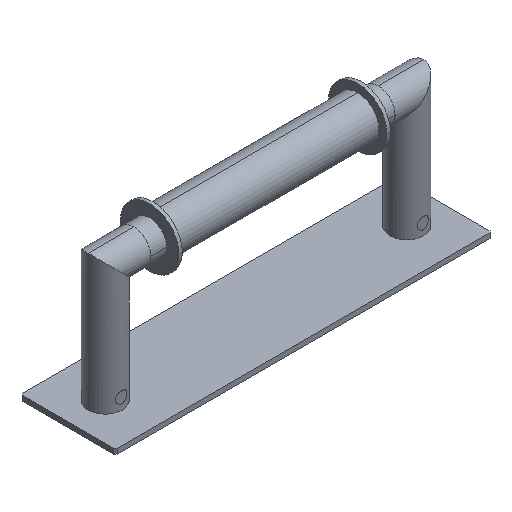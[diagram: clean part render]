
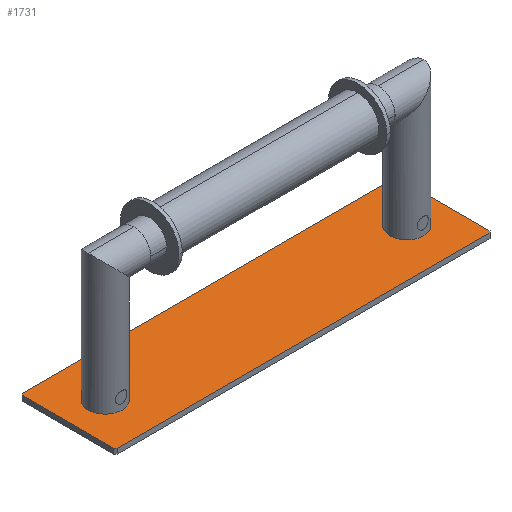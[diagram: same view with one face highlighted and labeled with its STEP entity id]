
A CAD part, isometric view. The second image highlights one B-rep face of the part: STEP entity #1731.
In plain terms, the highlighted planar face has unit normal (0, 0, 1).
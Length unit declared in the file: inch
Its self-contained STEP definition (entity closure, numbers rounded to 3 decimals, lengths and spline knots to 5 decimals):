
#136=DIRECTION('',(-0.707,0.707,0.));
#137=VECTOR('',#136,0.05515);
#138=CARTESIAN_POINT('',(4.36614,1.06335,0.1181));
#139=LINE('',#138,#137);
#140=DIRECTION('',(0.,1.,0.));
#141=VECTOR('',#140,2.1267);
#142=CARTESIAN_POINT('',(4.36614,-1.06335,0.1181));
#143=LINE('',#142,#141);
#144=DIRECTION('',(0.707,0.707,0.));
#145=VECTOR('',#144,0.05515);
#146=CARTESIAN_POINT('',(4.32714,-1.10235,0.1181));
#147=LINE('',#146,#145);
#148=DIRECTION('',(1.,0.,0.));
#149=VECTOR('',#148,8.65428);
#150=CARTESIAN_POINT('',(-4.32714,-1.10235,0.1181));
#151=LINE('',#150,#149);
#152=DIRECTION('',(0.707,-0.707,0.));
#153=VECTOR('',#152,0.05515);
#154=CARTESIAN_POINT('',(-4.36614,-1.06335,0.1181));
#155=LINE('',#154,#153);
#156=DIRECTION('',(0.,-1.,0.));
#157=VECTOR('',#156,2.1267);
#158=CARTESIAN_POINT('',(-4.36614,1.06335,0.1181));
#159=LINE('',#158,#157);
#160=DIRECTION('',(-0.707,-0.707,0.));
#161=VECTOR('',#160,0.05515);
#162=CARTESIAN_POINT('',(-4.32714,1.10235,0.1181));
#163=LINE('',#162,#161);
#164=DIRECTION('',(-1.,0.,0.));
#165=VECTOR('',#164,8.65428);
#166=CARTESIAN_POINT('',(4.32714,1.10235,0.1181));
#167=LINE('',#166,#165);
#168=CARTESIAN_POINT('',(-3.5,0.,0.1181));
#169=DIRECTION('',(0.,0.,1.));
#170=DIRECTION('',(1.,0.,0.));
#171=AXIS2_PLACEMENT_3D('',#168,#169,#170);
#173=CARTESIAN_POINT('',(-3.5,0.,0.1181));
#174=DIRECTION('',(0.,0.,1.));
#175=DIRECTION('',(-1.,0.,0.));
#176=AXIS2_PLACEMENT_3D('',#173,#174,#175);
#178=CARTESIAN_POINT('',(3.5,0.,0.1181));
#179=DIRECTION('',(0.,0.,1.));
#180=DIRECTION('',(1.,0.,0.));
#181=AXIS2_PLACEMENT_3D('',#178,#179,#180);
#183=CARTESIAN_POINT('',(3.5,0.,0.1181));
#184=DIRECTION('',(0.,0.,1.));
#185=DIRECTION('',(-1.,0.,0.));
#186=AXIS2_PLACEMENT_3D('',#183,#184,#185);
#1334=CARTESIAN_POINT('',(4.36614,1.06335,0.1181));
#1335=VERTEX_POINT('',#1334);
#1336=CARTESIAN_POINT('',(4.32714,1.10235,0.1181));
#1337=VERTEX_POINT('',#1336);
#1342=CARTESIAN_POINT('',(4.32714,-1.10235,0.1181));
#1343=VERTEX_POINT('',#1342);
#1344=CARTESIAN_POINT('',(4.36614,-1.06335,0.1181));
#1345=VERTEX_POINT('',#1344);
#1350=CARTESIAN_POINT('',(-4.32714,1.10235,0.1181));
#1351=VERTEX_POINT('',#1350);
#1352=CARTESIAN_POINT('',(-4.36614,1.06335,0.1181));
#1353=VERTEX_POINT('',#1352);
#1358=CARTESIAN_POINT('',(-4.36614,-1.06335,0.1181));
#1359=VERTEX_POINT('',#1358);
#1360=CARTESIAN_POINT('',(-4.32714,-1.10235,0.1181));
#1361=VERTEX_POINT('',#1360);
#1372=CARTESIAN_POINT('',(-3.1063,0.,0.1181));
#1373=CARTESIAN_POINT('',(-3.8937,0.,0.1181));
#1374=VERTEX_POINT('',#1372);
#1375=VERTEX_POINT('',#1373);
#1412=CARTESIAN_POINT('',(3.8937,0.,0.1181));
#1413=CARTESIAN_POINT('',(3.1063,0.,0.1181));
#1414=VERTEX_POINT('',#1412);
#1415=VERTEX_POINT('',#1413);
#1697=CARTESIAN_POINT('',(0.,0.,0.1181));
#1698=DIRECTION('',(0.,0.,1.));
#1699=DIRECTION('',(1.,0.,0.));
#1700=AXIS2_PLACEMENT_3D('',#1697,#1698,#1699);
#1701=PLANE('',#1700);
#1703=ORIENTED_EDGE('',*,*,#1702,.F.);
#1705=ORIENTED_EDGE('',*,*,#1704,.F.);
#1707=ORIENTED_EDGE('',*,*,#1706,.F.);
#1709=ORIENTED_EDGE('',*,*,#1708,.F.);
#1711=ORIENTED_EDGE('',*,*,#1710,.F.);
#1713=ORIENTED_EDGE('',*,*,#1712,.F.);
#1715=ORIENTED_EDGE('',*,*,#1714,.F.);
#1717=ORIENTED_EDGE('',*,*,#1716,.F.);
#1718=EDGE_LOOP('',(#1703,#1705,#1707,#1709,#1711,#1713,#1715,#1717));
#1719=FACE_OUTER_BOUND('',#1718,.F.);
#1720=ORIENTED_EDGE('',*,*,#1686,.T.);
#1722=ORIENTED_EDGE('',*,*,#1721,.T.);
#1723=EDGE_LOOP('',(#1720,#1722));
#1724=FACE_BOUND('',#1723,.F.);
#1726=ORIENTED_EDGE('',*,*,#1725,.T.);
#1728=ORIENTED_EDGE('',*,*,#1727,.T.);
#1729=EDGE_LOOP('',(#1726,#1728));
#1730=FACE_BOUND('',#1729,.F.);
#1731=ADVANCED_FACE('',(#1719,#1724,#1730),#1701,.T.);
#172=CIRCLE('',#171,0.3937);
#177=CIRCLE('',#176,0.3937);
#182=CIRCLE('',#181,0.3937);
#187=CIRCLE('',#186,0.3937);
#1686=EDGE_CURVE('',#1374,#1375,#172,.T.);
#1702=EDGE_CURVE('',#1335,#1337,#139,.T.);
#1704=EDGE_CURVE('',#1345,#1335,#143,.T.);
#1706=EDGE_CURVE('',#1343,#1345,#147,.T.);
#1708=EDGE_CURVE('',#1361,#1343,#151,.T.);
#1710=EDGE_CURVE('',#1359,#1361,#155,.T.);
#1712=EDGE_CURVE('',#1353,#1359,#159,.T.);
#1714=EDGE_CURVE('',#1351,#1353,#163,.T.);
#1716=EDGE_CURVE('',#1337,#1351,#167,.T.);
#1721=EDGE_CURVE('',#1375,#1374,#177,.T.);
#1725=EDGE_CURVE('',#1414,#1415,#182,.T.);
#1727=EDGE_CURVE('',#1415,#1414,#187,.T.);
